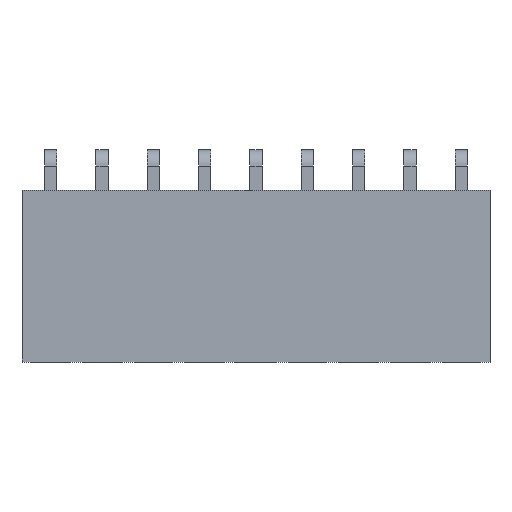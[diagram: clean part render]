
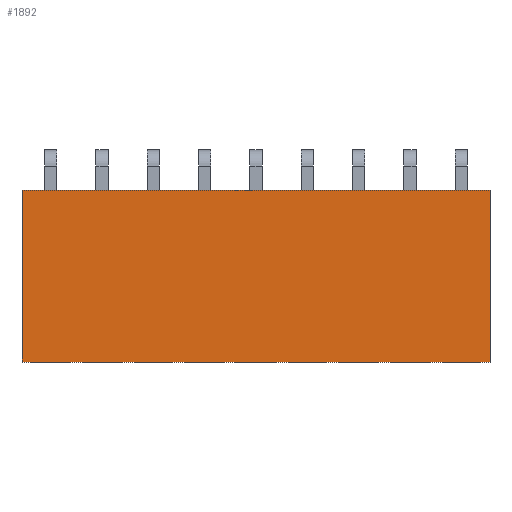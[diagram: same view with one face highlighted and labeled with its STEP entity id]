
A CAD part, top view. The second image highlights one B-rep face of the part: STEP entity #1892.
In plain terms, the highlighted planar face has unit normal (0, 0, 1).
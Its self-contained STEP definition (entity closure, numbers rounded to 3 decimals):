
#1892=ADVANCED_FACE('',(#3491),#3493,.T.);
#3491=FACE_BOUND('',#3492,.T.);
#3492=EDGE_LOOP('',(#4810,#4811,#4812,#4813));
#3493=PLANE('',#3494);
#3494=AXIS2_PLACEMENT_3D('',#3495,#3496,#3497);
#3495=CARTESIAN_POINT('',(21.74,-10.3,2.5));
#3496=DIRECTION('',(0.,-0.,1.));
#3497=DIRECTION('',(0.,1.,0.));
#4810=ORIENTED_EDGE('',*,*,#5497,.T.);
#4811=ORIENTED_EDGE('',*,*,#5529,.T.);
#4812=ORIENTED_EDGE('',*,*,#5527,.F.);
#4813=ORIENTED_EDGE('',*,*,#5553,.F.);
#5497=EDGE_CURVE('',#6424,#6422,#6425,.T.);
#5527=EDGE_CURVE('',#6474,#6476,#6477,.T.);
#5529=EDGE_CURVE('',#6422,#6476,#6479,.T.);
#5553=EDGE_CURVE('',#6424,#6474,#6505,.T.);
#6422=VERTEX_POINT('',#8348);
#6424=VERTEX_POINT('',#8352);
#6425=LINE('',#8353,#8354);
#6474=VERTEX_POINT('',#8460);
#6476=VERTEX_POINT('',#8464);
#6477=LINE('',#8465,#8466);
#6479=LINE('',#8471,#8472);
#6505=LINE('',#8545,#8546);
#8348=CARTESIAN_POINT('',(21.74,-1.8,2.5));
#8352=CARTESIAN_POINT('',(21.74,-10.3,2.5));
#8353=CARTESIAN_POINT('',(21.74,-10.3,2.5));
#8354=VECTOR('',#8355,1.);
#8355=DIRECTION('',(0.,1.,0.));
#8460=CARTESIAN_POINT('',(-1.42,-10.3,2.5));
#8464=CARTESIAN_POINT('',(-1.42,-1.8,2.5));
#8465=CARTESIAN_POINT('',(-1.42,-10.3,2.5));
#8466=VECTOR('',#8467,1.);
#8467=DIRECTION('',(0.,1.,0.));
#8471=CARTESIAN_POINT('',(21.74,-1.8,2.5));
#8472=VECTOR('',#8473,1.);
#8473=DIRECTION('',(-1.,0.,0.));
#8545=CARTESIAN_POINT('',(21.74,-10.3,2.5));
#8546=VECTOR('',#8547,1.);
#8547=DIRECTION('',(-1.,0.,0.));
